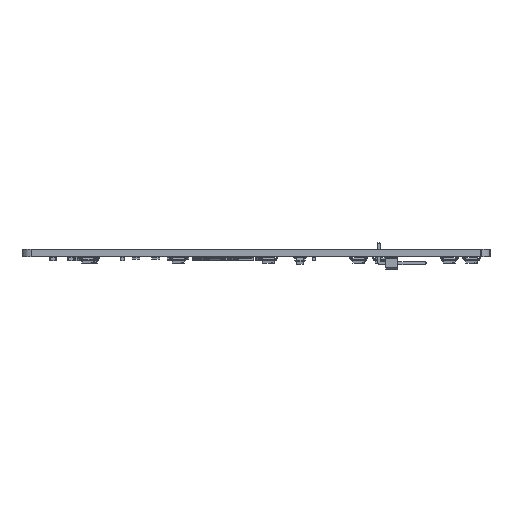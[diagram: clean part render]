
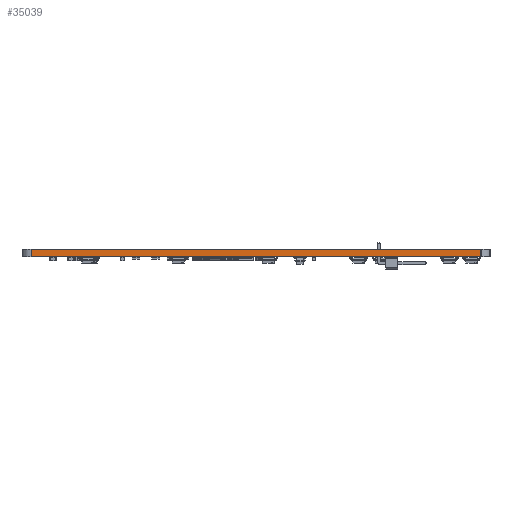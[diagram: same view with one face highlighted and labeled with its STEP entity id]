
A CAD part, left-side view. The second image highlights one B-rep face of the part: STEP entity #35039.
In plain terms, the highlighted planar face has unit normal (-1, 0, 0).
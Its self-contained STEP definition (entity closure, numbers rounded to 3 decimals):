
#25144 = VERTEX_POINT('',#25145);
#25145 = CARTESIAN_POINT('',(0.025,-2.05,0.));
#25152 = EDGE_CURVE('',#25153,#25144,#25155,.T.);
#25153 = VERTEX_POINT('',#25154);
#25154 = CARTESIAN_POINT('',(0.025,-96.8,0.));
#25155 = LINE('',#25156,#25157);
#25156 = CARTESIAN_POINT('',(0.025,-96.8,0.));
#25157 = VECTOR('',#25158,1.);
#25158 = DIRECTION('',(0.,1.,0.));
#30065 = VERTEX_POINT('',#30066);
#30066 = CARTESIAN_POINT('',(0.025,-2.05,1.6));
#30073 = EDGE_CURVE('',#30074,#30065,#30076,.T.);
#30074 = VERTEX_POINT('',#30075);
#30075 = CARTESIAN_POINT('',(0.025,-96.8,1.6));
#30076 = LINE('',#30077,#30078);
#30077 = CARTESIAN_POINT('',(0.025,-96.8,1.6));
#30078 = VECTOR('',#30079,1.);
#30079 = DIRECTION('',(0.,1.,0.));
#35009 = EDGE_CURVE('',#25144,#30065,#35010,.T.);
#35010 = LINE('',#35011,#35012);
#35011 = CARTESIAN_POINT('',(0.025,-2.05,0.));
#35012 = VECTOR('',#35013,1.);
#35013 = DIRECTION('',(0.,0.,1.));
#35039 = ADVANCED_FACE('',(#35040),#35051,.T.);
#35040 = FACE_BOUND('',#35041,.T.);
#35041 = EDGE_LOOP('',(#35042,#35048,#35049,#35050));
#35042 = ORIENTED_EDGE('',*,*,#35043,.T.);
#35043 = EDGE_CURVE('',#25153,#30074,#35044,.T.);
#35044 = LINE('',#35045,#35046);
#35045 = CARTESIAN_POINT('',(0.025,-96.8,0.));
#35046 = VECTOR('',#35047,1.);
#35047 = DIRECTION('',(0.,0.,1.));
#35048 = ORIENTED_EDGE('',*,*,#30073,.T.);
#35049 = ORIENTED_EDGE('',*,*,#35009,.F.);
#35050 = ORIENTED_EDGE('',*,*,#25152,.F.);
#35051 = PLANE('',#35052);
#35052 = AXIS2_PLACEMENT_3D('',#35053,#35054,#35055);
#35053 = CARTESIAN_POINT('',(0.025,-96.8,0.));
#35054 = DIRECTION('',(-1.,0.,0.));
#35055 = DIRECTION('',(0.,1.,0.));
